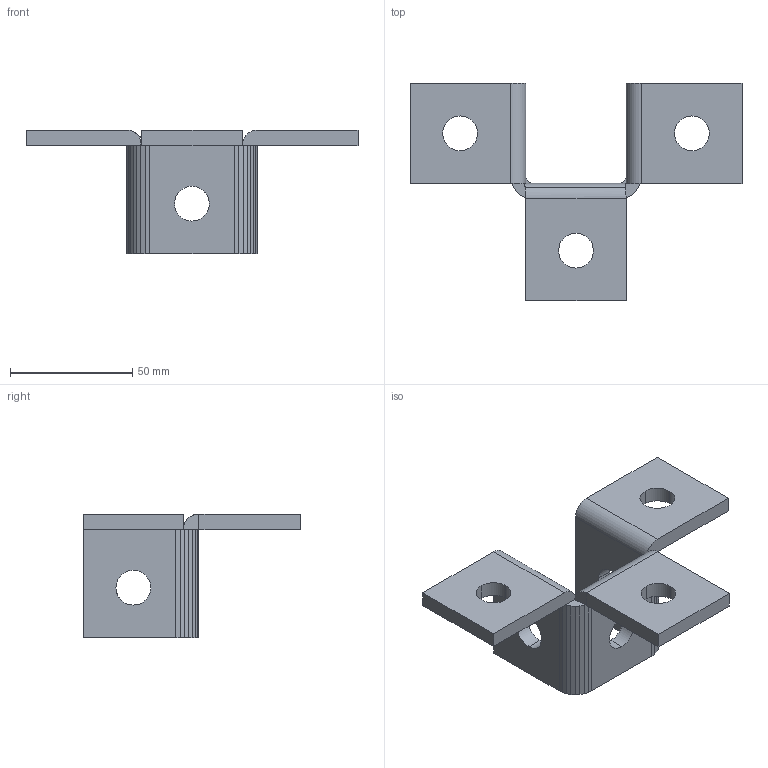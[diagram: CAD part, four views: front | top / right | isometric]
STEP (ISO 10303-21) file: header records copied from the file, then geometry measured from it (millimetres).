
FILE_DESCRIPTION(('TurboCAD Mac Pro'),'Build 980');
FILE_NAME('P2227.stp',' ',(''),(''),'ACIS Interop','IMSI','TurboCAD Mac Pro BY IMSI, INCORPORATED');
FILE_SCHEMA(('automotive_design'));
Length unit declared in the file: inch
Products named in the file (1): 1
Bounding box: 136.06 x 89.23 x 50.8 mm (x, y, z)
Volume: 66942.7 mm3; surface area: 26821 mm2
Topology: 1 solids, 1 shells, 88 faces, 252 edges, 166 vertices
Faces by surface type: plane 60, bspline 24, cylinder 4
Entity records: 3906 total; most frequent: CARTESIAN_POINT 1014, ORIENTED_EDGE 504, DIRECTION 342, EDGE_CURVE 252, LINE 194, VECTOR 194, VERTEX_POINT 166, EDGE_LOOP 100
